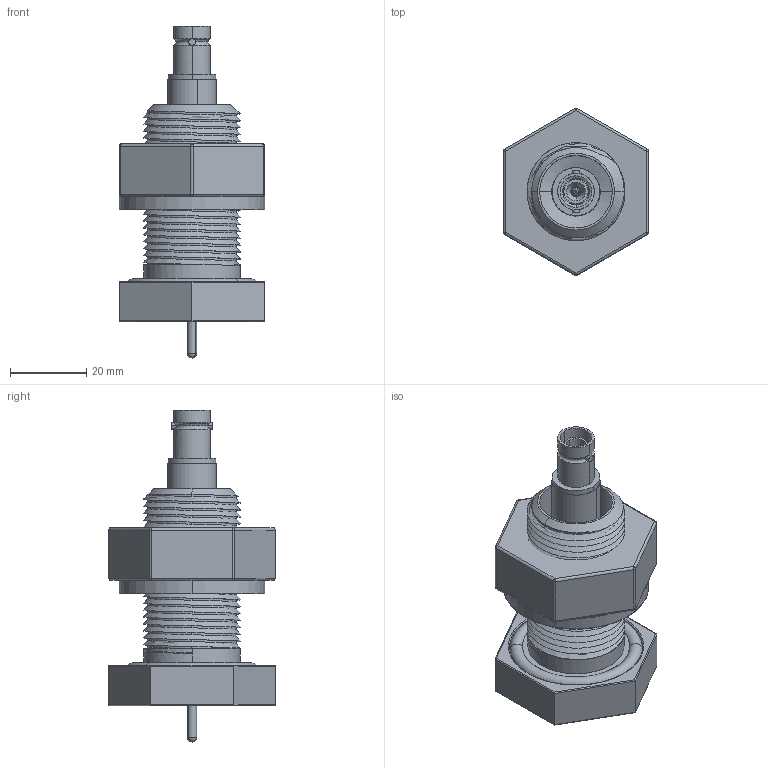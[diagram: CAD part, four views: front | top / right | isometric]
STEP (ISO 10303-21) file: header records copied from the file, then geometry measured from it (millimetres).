
FILE_DESCRIPTION (( 'STEP AP203' ), '1' );
FILE_NAME ('A0482-3-BP.STEP', '2013-11-08T18:00:03', ( '' ), ( '' ), 'SwSTEP 2.0', 'SolidWorks 2012', '' );
FILE_SCHEMA (( 'CONFIG_CONTROL_DESIGN' ));
Length unit declared in the file: inch
Products named in the file (1): A0482-3-BP
Bounding box: 38.1 x 43.99 x 87.12 mm (x, y, z)
Volume: 39151.6 mm3; surface area: 32719.8 mm2
Topology: 11 solids, 11 shells, 310 faces, 697 edges, 413 vertices
Faces by surface type: cylinder 155, cone 74, plane 47, torus 18, sphere 14, bspline 2
Entity records: 13051 total; most frequent: CARTESIAN_POINT 6259, DIRECTION 1450, ORIENTED_EDGE 1370, EDGE_CURVE 685, AXIS2_PLACEMENT_3D 592, VERTEX_POINT 407, EDGE_LOOP 340, ADVANCED_FACE 310
